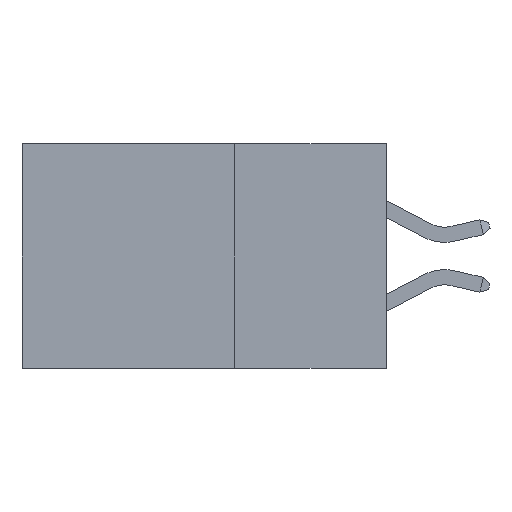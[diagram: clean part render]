
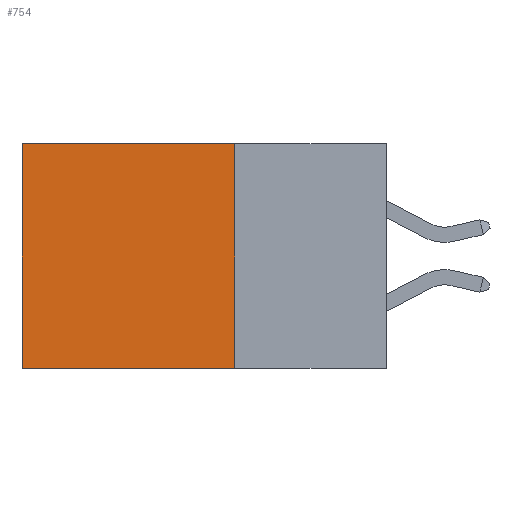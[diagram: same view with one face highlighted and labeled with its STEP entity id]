
A CAD part, left-side view. The second image highlights one B-rep face of the part: STEP entity #754.
In plain terms, the highlighted planar face has unit normal (-1, 0, 0).
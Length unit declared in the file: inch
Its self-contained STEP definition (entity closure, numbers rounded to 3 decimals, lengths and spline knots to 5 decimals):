
#270 = CARTESIAN_POINT ( 'NONE',  ( 0.2615, 0.25, -0.37 ) ) ;
#288 = CARTESIAN_POINT ( 'NONE',  ( 0.2615, 0.25, -0.37 ) ) ;
#754 = ADVANCED_FACE ( 'NONE', ( #11964 ), #5586, .F. ) ;
#1157 = VERTEX_POINT ( 'NONE', #270 ) ;
#1297 = LINE ( 'NONE', #288, #8228 ) ;
#1420 = DIRECTION ( 'NONE',  ( 1., 0., 0. ) ) ;
#1808 = VECTOR ( 'NONE', #13283, 39.37008 ) ;
#2040 = EDGE_CURVE ( 'NONE', #1157, #6334, #3230, .T. ) ;
#2175 = DIRECTION ( 'NONE',  ( 0., 1., 0. ) ) ;
#2494 = ORIENTED_EDGE ( 'NONE', *, *, #10195, .T. ) ;
#3230 = LINE ( 'NONE', #11933, #13685 ) ;
#4333 = LINE ( 'NONE', #5174, #13022 ) ;
#5174 = CARTESIAN_POINT ( 'NONE',  ( 0.2615, 0.25, 0. ) ) ;
#5468 = VERTEX_POINT ( 'NONE', #13215 ) ;
#5586 = PLANE ( 'NONE',  #9918 ) ;
#6334 = VERTEX_POINT ( 'NONE', #7379 ) ;
#7147 = ORIENTED_EDGE ( 'NONE', *, *, #2040, .F. ) ;
#7379 = CARTESIAN_POINT ( 'NONE',  ( 0.2615, 0.6, -0.37 ) ) ;
#7728 = DIRECTION ( 'NONE',  ( 0., 0., -1. ) ) ;
#7817 = EDGE_CURVE ( 'NONE', #5468, #1157, #1297, .T. ) ;
#7854 = DIRECTION ( 'NONE',  ( 0., 0., -1. ) ) ;
#8119 = ORIENTED_EDGE ( 'NONE', *, *, #7817, .F. ) ;
#8228 = VECTOR ( 'NONE', #7728, 39.37008 ) ;
#8592 = CARTESIAN_POINT ( 'NONE',  ( 0.2615, 0.6, 0. ) ) ;
#9855 = CARTESIAN_POINT ( 'NONE',  ( 0.2615, 0.25, -0.37 ) ) ;
#9918 = AXIS2_PLACEMENT_3D ( 'NONE', #9855, #1420, #7854 ) ;
#10183 = EDGE_LOOP ( 'NONE', ( #10384, #7147, #8119, #2494 ) ) ;
#10195 = EDGE_CURVE ( 'NONE', #5468, #10244, #4333, .T. ) ;
#10244 = VERTEX_POINT ( 'NONE', #8592 ) ;
#10384 = ORIENTED_EDGE ( 'NONE', *, *, #13346, .T. ) ;
#10788 = DIRECTION ( 'NONE',  ( 0., 1., 0. ) ) ;
#11933 = CARTESIAN_POINT ( 'NONE',  ( 0.2615, 0.25, -0.37 ) ) ;
#11964 = FACE_OUTER_BOUND ( 'NONE', #10183, .T. ) ;
#12089 = CARTESIAN_POINT ( 'NONE',  ( 0.2615, 0.6, -0.37 ) ) ;
#13022 = VECTOR ( 'NONE', #10788, 39.37008 ) ;
#13152 = LINE ( 'NONE', #12089, #1808 ) ;
#13215 = CARTESIAN_POINT ( 'NONE',  ( 0.2615, 0.25, 0. ) ) ;
#13283 = DIRECTION ( 'NONE',  ( 0., 0., -1. ) ) ;
#13346 = EDGE_CURVE ( 'NONE', #10244, #6334, #13152, .T. ) ;
#13685 = VECTOR ( 'NONE', #2175, 39.37008 ) ;
